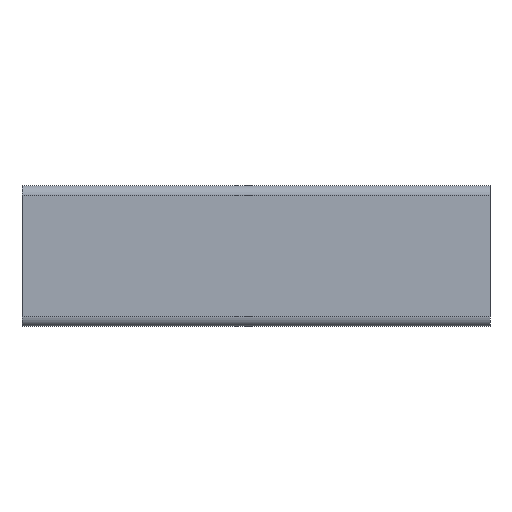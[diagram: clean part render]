
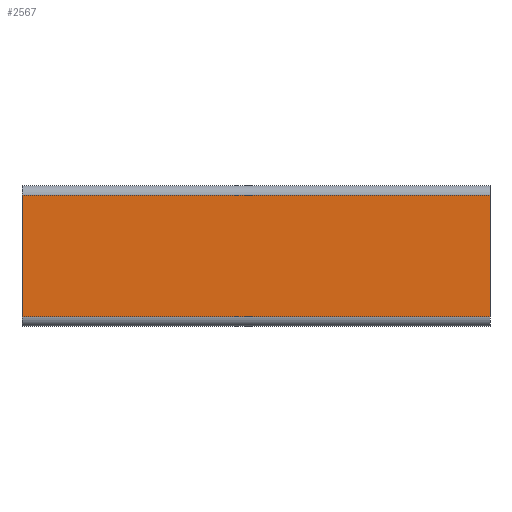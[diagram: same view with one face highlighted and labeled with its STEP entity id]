
A CAD part, front view. The second image highlights one B-rep face of the part: STEP entity #2567.
In plain terms, the highlighted planar face has unit normal (0, -1, 0).
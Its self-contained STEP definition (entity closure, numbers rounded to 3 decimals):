
#17 = EDGE_CURVE ( 'NONE', #2029, #2263, #2739, .T. ) ;
#217 = DIRECTION ( 'NONE',  ( -1., 0., 0. ) ) ;
#260 = CARTESIAN_POINT ( 'NONE',  ( 100., -15., 13. ) ) ;
#437 = EDGE_CURVE ( 'NONE', #2049, #2029, #3073, .T. ) ;
#438 = EDGE_CURVE ( 'NONE', #2049, #2056, #3074, .T. ) ;
#439 = EDGE_CURVE ( 'NONE', #2056, #2263, #3076, .T. ) ;
#559 = ORIENTED_EDGE ( 'NONE', *, *, #439, .F. ) ;
#564 = ORIENTED_EDGE ( 'NONE', *, *, #437, .T. ) ;
#565 = ORIENTED_EDGE ( 'NONE', *, *, #438, .F. ) ;
#586 = ORIENTED_EDGE ( 'NONE', *, *, #17, .T. ) ;
#834 = AXIS2_PLACEMENT_3D ( 'NONE', #1639, #1647, #1648 ) ;
#1195 = CARTESIAN_POINT ( 'NONE',  ( 0., -15., 13. ) ) ;
#1639 = CARTESIAN_POINT ( 'NONE',  ( 100., -15., -13. ) ) ;
#1644 = PLANE ( 'NONE',  #834 ) ;
#1647 = DIRECTION ( 'NONE',  ( 0., -1., 0. ) ) ;
#1648 = DIRECTION ( 'NONE',  ( 0., 0., -1. ) ) ;
#2029 = VERTEX_POINT ( 'NONE', #3642 ) ;
#2049 = VERTEX_POINT ( 'NONE', #3661 ) ;
#2056 = VERTEX_POINT ( 'NONE', #3662 ) ;
#2263 = VERTEX_POINT ( 'NONE', #1195 ) ;
#2381 = EDGE_LOOP ( 'NONE', ( #559, #565, #564, #586 ) ) ;
#2567 = ADVANCED_FACE ( 'NONE', ( #3913 ), #1644, .T. ) ;
#2739 = LINE ( 'NONE', #260, #2741 ) ;
#2741 = VECTOR ( 'NONE', #217, 1000. ) ;
#3073 = LINE ( 'NONE', #3418, #3075 ) ;
#3074 = LINE ( 'NONE', #3428, #3077 ) ;
#3075 = VECTOR ( 'NONE', #3417, 1000. ) ;
#3076 = LINE ( 'NONE', #3430, #3079 ) ;
#3077 = VECTOR ( 'NONE', #3429, 1000. ) ;
#3079 = VECTOR ( 'NONE', #3431, 1000. ) ;
#3417 = DIRECTION ( 'NONE',  ( 0., 0., 1. ) ) ;
#3418 = CARTESIAN_POINT ( 'NONE',  ( 100., -15., -13. ) ) ;
#3428 = CARTESIAN_POINT ( 'NONE',  ( 100., -15., -13. ) ) ;
#3429 = DIRECTION ( 'NONE',  ( -1., 0., 0. ) ) ;
#3430 = CARTESIAN_POINT ( 'NONE',  ( 0., -15., -13. ) ) ;
#3431 = DIRECTION ( 'NONE',  ( 0., 0., 1. ) ) ;
#3642 = CARTESIAN_POINT ( 'NONE',  ( 100., -15., 13. ) ) ;
#3661 = CARTESIAN_POINT ( 'NONE',  ( 100., -15., -13. ) ) ;
#3662 = CARTESIAN_POINT ( 'NONE',  ( 0., -15., -13. ) ) ;
#3913 = FACE_OUTER_BOUND ( 'NONE', #2381, .T. ) ;
